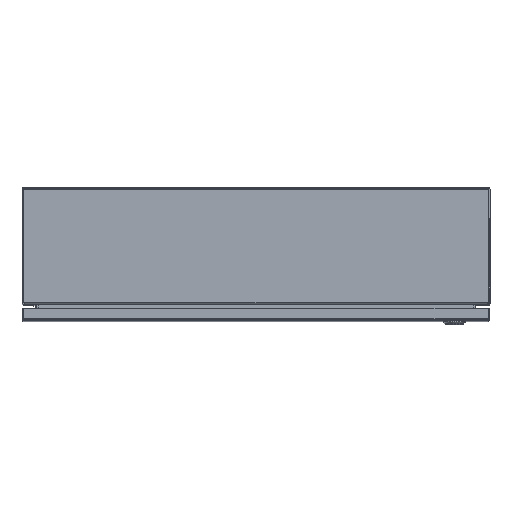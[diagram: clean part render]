
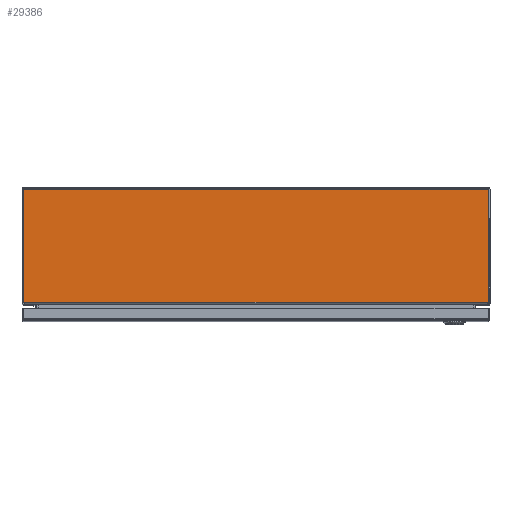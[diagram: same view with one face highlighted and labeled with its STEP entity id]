
A CAD part, top view. The second image highlights one B-rep face of the part: STEP entity #29386.
In plain terms, the highlighted planar face has unit normal (0, 0, 1).
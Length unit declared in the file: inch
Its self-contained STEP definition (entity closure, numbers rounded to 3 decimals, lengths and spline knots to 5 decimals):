
#218 = AXIS2_PLACEMENT_3D ( 'NONE', #22764, #9111, #17935 ) ;
#740 = ORIENTED_EDGE ( 'NONE', *, *, #26042, .F. ) ;
#1579 = FACE_OUTER_BOUND ( 'NONE', #6736, .T. ) ;
#1653 = CARTESIAN_POINT ( 'NONE',  ( 11.54553, -5.76322, 18. ) ) ;
#1880 = LINE ( 'NONE', #23543, #11766 ) ;
#2280 = CARTESIAN_POINT ( 'NONE',  ( -11.90555, -5.892, 18. ) ) ;
#2284 = CARTESIAN_POINT ( 'NONE',  ( -11.92789, -0.108, 18. ) ) ;
#2433 = DIRECTION ( 'NONE',  ( 0., 1., 0. ) ) ;
#2744 = CARTESIAN_POINT ( 'NONE',  ( 11.92789, -0.108, 18. ) ) ;
#3302 = DIRECTION ( 'NONE',  ( 0., 0., -1. ) ) ;
#3559 = EDGE_CURVE ( 'NONE', #14437, #13363, #24434, .T. ) ;
#3746 = CARTESIAN_POINT ( 'NONE',  ( 83.298, -0.072, 18. ) ) ;
#4414 = DIRECTION ( 'NONE',  ( 0., 1., 0. ) ) ;
#5272 = VERTEX_POINT ( 'NONE', #23825 ) ;
#6258 = ORIENTED_EDGE ( 'NONE', *, *, #3559, .F. ) ;
#6736 = EDGE_LOOP ( 'NONE', ( #6258, #740, #11237, #30136, #24150, #16864 ) ) ;
#7308 = VECTOR ( 'NONE', #21900, 39.37008 ) ;
#8462 = VECTOR ( 'NONE', #4414, 39.37008 ) ;
#9111 = DIRECTION ( 'NONE',  ( 0., 0., -1. ) ) ;
#10757 = VERTEX_POINT ( 'NONE', #16870 ) ;
#10846 = VERTEX_POINT ( 'NONE', #2744 ) ;
#11064 = DIRECTION ( 'NONE',  ( 0., 0., -1. ) ) ;
#11237 = ORIENTED_EDGE ( 'NONE', *, *, #13873, .F. ) ;
#11766 = VECTOR ( 'NONE', #18419, 39.37008 ) ;
#12127 = CARTESIAN_POINT ( 'NONE',  ( 11.92789, -0.072, 18. ) ) ;
#13363 = VERTEX_POINT ( 'NONE', #16229 ) ;
#13873 = EDGE_CURVE ( 'NONE', #10757, #5272, #26567, .T. ) ;
#13984 = CARTESIAN_POINT ( 'NONE',  ( -11.92789, -0.072, 18. ) ) ;
#14437 = VERTEX_POINT ( 'NONE', #2280 ) ;
#15298 = VERTEX_POINT ( 'NONE', #2284 ) ;
#16229 = CARTESIAN_POINT ( 'NONE',  ( -11.92789, -5.76322, 18. ) ) ;
#16864 = ORIENTED_EDGE ( 'NONE', *, *, #30578, .F. ) ;
#16870 = CARTESIAN_POINT ( 'NONE',  ( 11.92789, -5.76322, 18. ) ) ;
#17767 = LINE ( 'NONE', #27688, #20224 ) ;
#17903 = EDGE_CURVE ( 'NONE', #15298, #10846, #17767, .T. ) ;
#17935 = DIRECTION ( 'NONE',  ( 0., 1., 0. ) ) ;
#17964 = DIRECTION ( 'NONE',  ( 0., 1., 0. ) ) ;
#18142 = AXIS2_PLACEMENT_3D ( 'NONE', #1653, #11064, #2433 ) ;
#18419 = DIRECTION ( 'NONE',  ( -1., 0., 0. ) ) ;
#20224 = VECTOR ( 'NONE', #25343, 39.37008 ) ;
#21900 = DIRECTION ( 'NONE',  ( 0., -1., 0. ) ) ;
#22764 = CARTESIAN_POINT ( 'NONE',  ( -11.54553, -5.76322, 18. ) ) ;
#23543 = CARTESIAN_POINT ( 'NONE',  ( 83.298, -5.892, 18. ) ) ;
#23825 = CARTESIAN_POINT ( 'NONE',  ( 11.90555, -5.892, 18. ) ) ;
#24150 = ORIENTED_EDGE ( 'NONE', *, *, #17903, .F. ) ;
#24222 = AXIS2_PLACEMENT_3D ( 'NONE', #3746, #3302, #17964 ) ;
#24434 = CIRCLE ( 'NONE', #218, 0.38236 ) ;
#24708 = EDGE_CURVE ( 'NONE', #10846, #10757, #26702, .T. ) ;
#24946 = PLANE ( 'NONE',  #24222 ) ;
#25343 = DIRECTION ( 'NONE',  ( 1., 0., 0. ) ) ;
#25762 = LINE ( 'NONE', #13984, #8462 ) ;
#26042 = EDGE_CURVE ( 'NONE', #5272, #14437, #1880, .T. ) ;
#26567 = CIRCLE ( 'NONE', #18142, 0.38236 ) ;
#26702 = LINE ( 'NONE', #12127, #7308 ) ;
#27688 = CARTESIAN_POINT ( 'NONE',  ( -11.892, -0.108, 18. ) ) ;
#29386 = ADVANCED_FACE ( 'NONE', ( #1579 ), #24946, .F. ) ;
#30136 = ORIENTED_EDGE ( 'NONE', *, *, #24708, .F. ) ;
#30578 = EDGE_CURVE ( 'NONE', #13363, #15298, #25762, .T. ) ;
